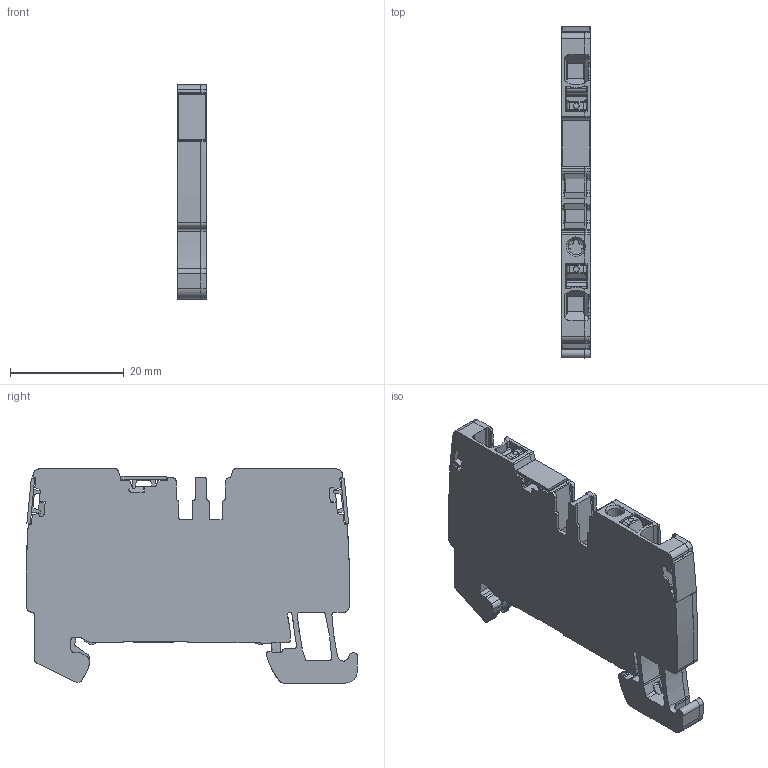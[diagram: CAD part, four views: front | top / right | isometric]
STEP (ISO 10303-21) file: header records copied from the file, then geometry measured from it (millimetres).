
FILE_DESCRIPTION(('CATIA V5 STEP Exchange','CAx-IF Rec.Pracs.--- Model Styling and Organization---1.4--- 2014-01-23'),'2;1');
FILE_NAME ('1415701-1_0', '2021-12-02T09:37:53+00:00', ('none'), ('Weidmueller'), 'CATIA Version 5-6 Release 2016 SP3 HF44', 'CATIA V5 STEP AP214', 'none');
FILE_SCHEMA(('AUTOMOTIVE_DESIGN { 1 0 10303 214 1 1 1 1 }'));
Length unit declared in the file: millimetre
Products named in the file (1): 2863020000
Bounding box: 5.1 x 58.38 x 37.65 mm (x, y, z)
Volume: 7857.4 mm3; surface area: 10451.8 mm2
Topology: 8 solids, 8 shells, 1355 faces, 3900 edges, 2563 vertices
Faces by surface type: plane 620, cylinder 563, extrusion 112, torus 24, bspline 24, cone 12
Entity records: 48342 total; most frequent: CARTESIAN_POINT 13370, ORIENTED_EDGE 7794, DIRECTION 5601, EDGE_CURVE 3897, VECTOR 2626, VERTEX_POINT 2563, LINE 2514, AXIS2_PLACEMENT_3D 1880
